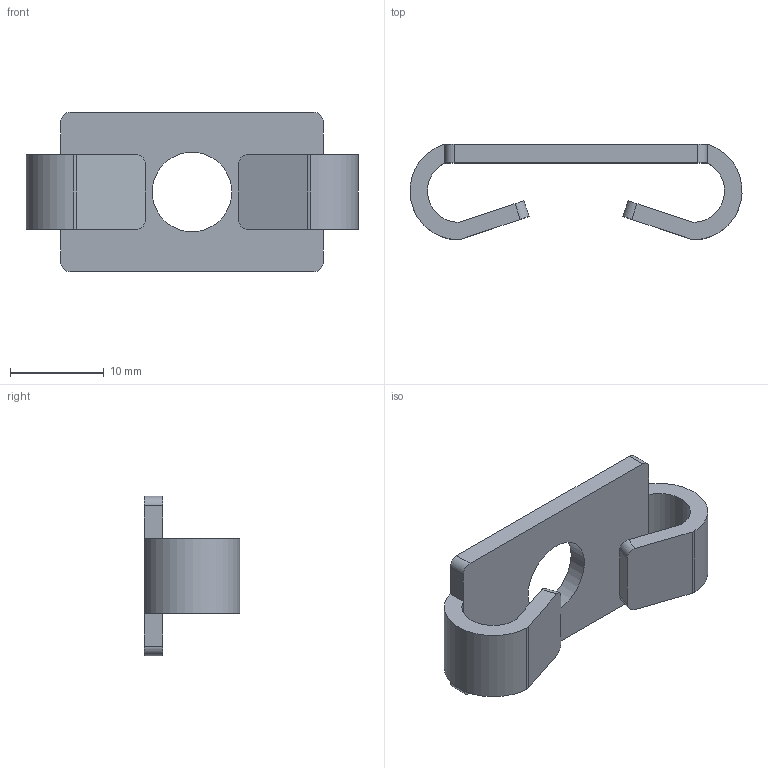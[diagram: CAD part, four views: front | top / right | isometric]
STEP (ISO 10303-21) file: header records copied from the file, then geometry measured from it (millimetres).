
FILE_DESCRIPTION((''),'2;1');
FILE_NAME('AR3476.stp','2016-12-01T14:15:03',('Konstruktor II'),(''),'Autodesk Inventor 2013','Autodesk Inventor 2013','');
FILE_SCHEMA(('AUTOMOTIVE_DESIGN { 1 0 10303 214 1 1 1 1 }'));
Length unit declared in the file: millimetre
Products named in the file (1): AR3476
Bounding box: 35.43 x 10.22 x 17 mm (x, y, z)
Volume: 1407.2 mm3; surface area: 1826.5 mm2
Topology: 1 solids, 1 shells, 35 faces, 91 edges, 58 vertices
Faces by surface type: plane 18, cylinder 17
Full cylindrical faces by diameter (mm): 8.5 x1
Entity records: 1100 total; most frequent: DIRECTION 196, CARTESIAN_POINT 184, ORIENTED_EDGE 180, EDGE_CURVE 90, AXIS2_PLACEMENT_3D 70, VERTEX_POINT 58, VECTOR 56, LINE 56
